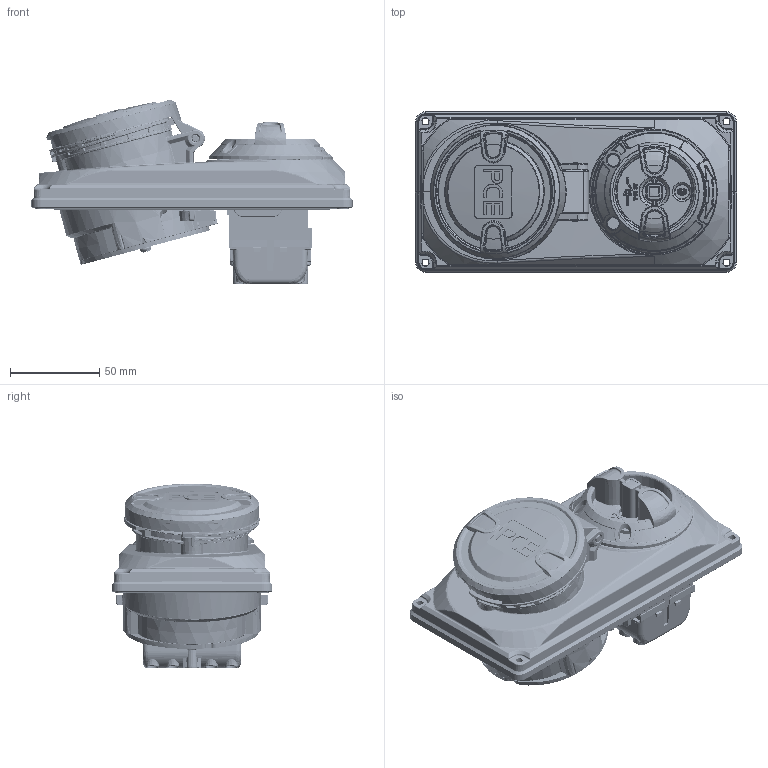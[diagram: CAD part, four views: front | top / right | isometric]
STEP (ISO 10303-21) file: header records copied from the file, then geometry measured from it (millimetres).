
FILE_DESCRIPTION (( 'STEP AP203' ), '1' );
FILE_NAME ('6015-6.STEP', '2018-05-14T09:45:10', ( '' ), ( '' ), 'SwSTEP 2.0', 'SolidWorks 2016', '' );
FILE_SCHEMA (( 'CONFIG_CONTROL_DESIGN' ));
Length unit declared in the file: millimetre
Products named in the file (1): 6015-6
Bounding box: 180.28 x 90 x 103.64 mm (x, y, z)
Volume: 660235.3 mm3; surface area: 111083.5 mm2
Topology: 1 solids, 1 shells, 5045 faces, 12381 edges, 7410 vertices
Faces by surface type: bspline 2410, plane 1362, cylinder 1016, cone 257
Full cylindrical faces by diameter (mm): 3.4 x2, 4 x16, 4.1 x2, 4.25 x4, 4.4 x4, 4.7 x1, 5.4 x5, 7.6 x1, 52 x1
Entity records: 242046 total; most frequent: CARTESIAN_POINT 144675, ORIENTED_EDGE 24166, DIRECTION 14160, EDGE_CURVE 12083, VERTEX_POINT 7354, EDGE_LOOP 5395, B_SPLINE_CURVE_WITH_KNOTS 5368, AXIS2_PLACEMENT_3D 5161
